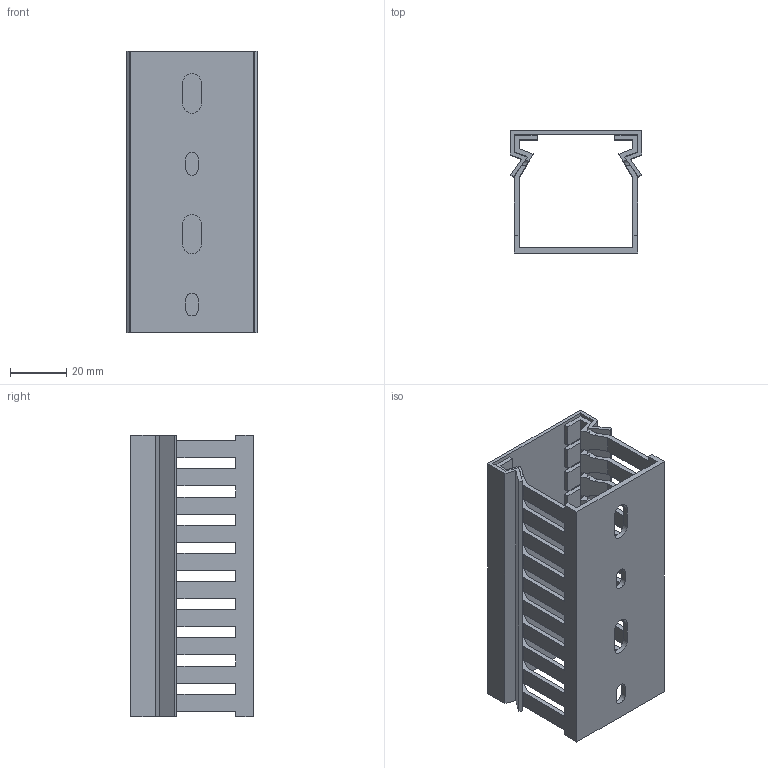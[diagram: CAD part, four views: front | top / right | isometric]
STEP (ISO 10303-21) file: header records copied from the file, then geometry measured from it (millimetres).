
FILE_DESCRIPTION((''),'2;1');
FILE_NAME('BA6400400_P_ASM','2022-04-13T16:05:24',('houdec'),(''),'CREO PARAMETRIC BY PTC INC, 2021304','CREO PARAMETRIC BY PTC INC, 2021304','');
FILE_SCHEMA(('CONFIG_CONTROL_DESIGN','SHAPE_APPEARANCE_LAYERS_GROUPS'));
Length unit declared in the file: millimetre
Products named in the file (4): 01340-M_AF0_1; 01341-M_ASM_1_ASM; 11252-M_1_1; BA6400400_P_ASM
Assembly tree (3 placements, depth 3):
  BA6400400_P_ASM
    01341-M_ASM_1_ASM
      01340-M_AF0_1
    11252-M_1_1
Bounding box: 46.6 x 43.5 x 100 mm (x, y, z)
Volume: 30803 mm3; surface area: 44120 mm2
Topology: 2 solids, 2 shells, 364 faces, 1080 edges, 720 vertices
Faces by surface type: plane 316, cylinder 48
Entity records: 12383 total; most frequent: CARTESIAN_POINT 2434, ORIENTED_EDGE 2160, DIRECTION 1760, EDGE_CURVE 1080, VECTOR 984, LINE 984, VERTEX_POINT 720, AXIS2_PLACEMENT_3D 388
